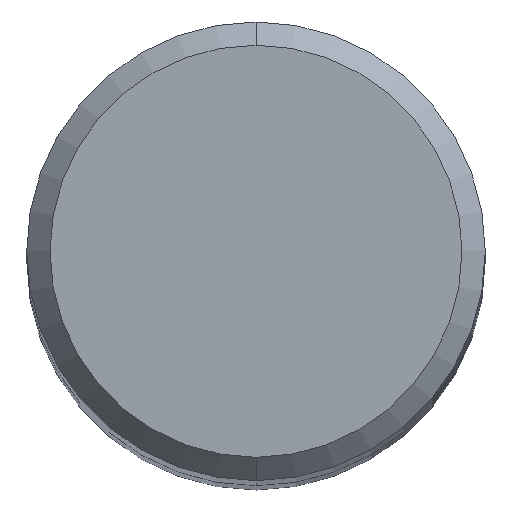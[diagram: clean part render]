
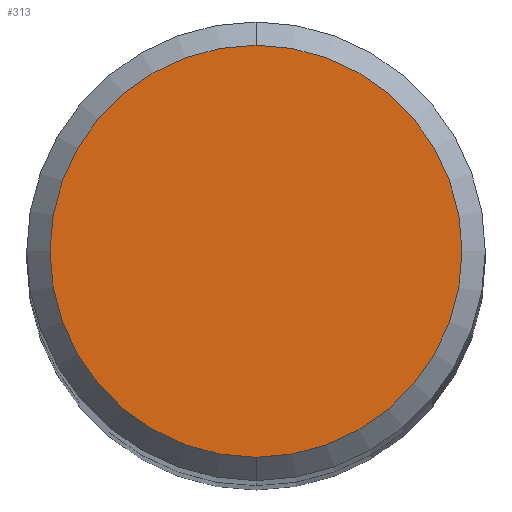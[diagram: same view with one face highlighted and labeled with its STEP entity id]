
A CAD part, top view. The second image highlights one B-rep face of the part: STEP entity #313.
In plain terms, the highlighted planar face has unit normal (0, 0, 1).
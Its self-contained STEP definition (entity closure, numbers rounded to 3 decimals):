
#161=VERTEX_POINT('',#436);
#217=EDGE_CURVE('',#267,#161,#496,.T.);
#267=VERTEX_POINT('',#553);
#313=ADVANCED_FACE('',(#603),#604,.T.);
#383=EDGE_CURVE('',#161,#267,#682,.T.);
#436=CARTESIAN_POINT('',(0.,-5.3,0.0));
#496=CIRCLE('',#859,5.3);
#553=CARTESIAN_POINT('',(0.0,5.3,0.0));
#603=FACE_OUTER_BOUND('',#1069,.T.);
#604=PLANE('',#1070);
#682=CIRCLE('',#1253,5.3);
#859=AXIS2_PLACEMENT_3D('',#1439,#1440,#1441);
#1069=EDGE_LOOP('',(#1568,#1569));
#1070=AXIS2_PLACEMENT_3D('',#1570,#1571,#1572);
#1253=AXIS2_PLACEMENT_3D('',#1659,#1660,#1661);
#1439=CARTESIAN_POINT('',(0.0,0.0,0.0));
#1440=DIRECTION('',(0.0,0.0,-1.0));
#1441=DIRECTION('',(0.0,1.0,0.0));
#1568=ORIENTED_EDGE('',*,*,#217,.F.);
#1569=ORIENTED_EDGE('',*,*,#383,.F.);
#1570=CARTESIAN_POINT('',(0.0,2.65,0.0));
#1571=DIRECTION('',(-0.0,0.0,1.0));
#1572=DIRECTION('',(0.0,-1.0,0.0));
#1659=CARTESIAN_POINT('',(0.0,0.0,0.0));
#1660=DIRECTION('',(0.0,0.0,-1.0));
#1661=DIRECTION('',(0.0,1.0,0.0));
